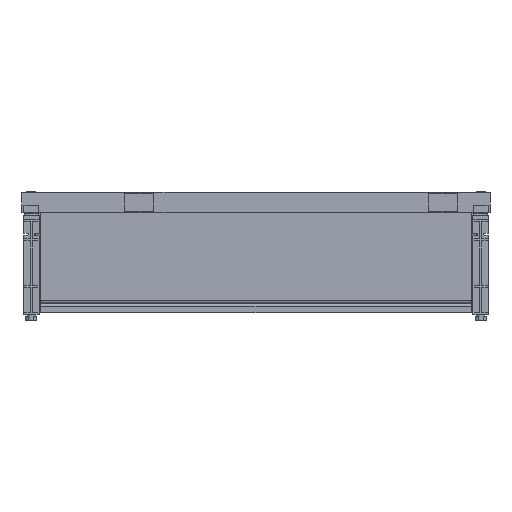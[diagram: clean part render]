
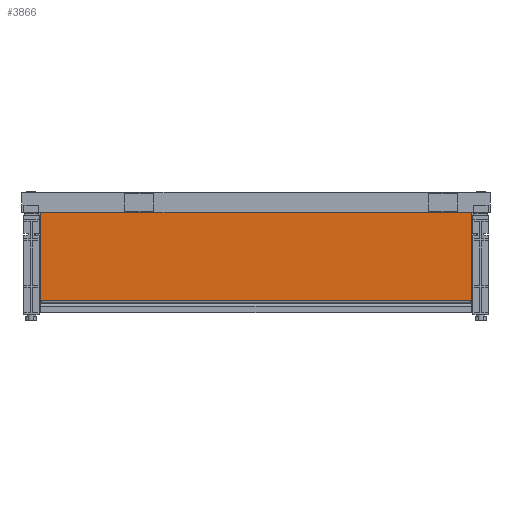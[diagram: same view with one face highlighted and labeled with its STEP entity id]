
A CAD part, front view. The second image highlights one B-rep face of the part: STEP entity #3866.
In plain terms, the highlighted planar face has unit normal (0, -1, 0).
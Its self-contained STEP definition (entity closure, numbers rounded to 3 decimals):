
#3866=ADVANCED_FACE('',(#8847),#8848,.T.);
#8847=FACE_OUTER_BOUND('',#15098,.T.);
#8848=PLANE('',#15099);
#15098=EDGE_LOOP('',(#25075,#25076,#25077,#25078,#25079,#25080,#25081,#25082,#25083,#25084,#25085,#25086));
#15099=AXIS2_PLACEMENT_3D('',#25087,#25088,#25089);
#25075=ORIENTED_EDGE('',*,*,#40314,.T.);
#25076=ORIENTED_EDGE('',*,*,#40265,.T.);
#25077=ORIENTED_EDGE('',*,*,#40321,.T.);
#25078=ORIENTED_EDGE('',*,*,#40208,.T.);
#25079=ORIENTED_EDGE('',*,*,#40320,.T.);
#25080=ORIENTED_EDGE('',*,*,#40335,.F.);
#25081=ORIENTED_EDGE('',*,*,#40286,.T.);
#25082=ORIENTED_EDGE('',*,*,#40241,.T.);
#25083=ORIENTED_EDGE('',*,*,#40294,.T.);
#25084=ORIENTED_EDGE('',*,*,#40166,.T.);
#25085=ORIENTED_EDGE('',*,*,#40293,.T.);
#25086=ORIENTED_EDGE('',*,*,#40312,.T.);
#25087=CARTESIAN_POINT('',(19.85,34.25,72.55));
#25088=DIRECTION('',(0.0,-1.0,0.0));
#25089=DIRECTION('',(0.0,0.0,-1.0));
#40166=EDGE_CURVE('',#48648,#48656,#48658,.T.);
#40208=EDGE_CURVE('',#48704,#48720,#48722,.T.);
#40241=EDGE_CURVE('',#48766,#48638,#48771,.T.);
#40265=EDGE_CURVE('',#48793,#48714,#48797,.T.);
#40286=EDGE_CURVE('',#48821,#48766,#48822,.T.);
#40293=EDGE_CURVE('',#48656,#48832,#48834,.T.);
#40294=EDGE_CURVE('',#48638,#48648,#48835,.T.);
#40312=EDGE_CURVE('',#48832,#48858,#48860,.T.);
#40314=EDGE_CURVE('',#48858,#48793,#48862,.T.);
#40320=EDGE_CURVE('',#48720,#48871,#48873,.T.);
#40321=EDGE_CURVE('',#48714,#48704,#48874,.T.);
#40335=EDGE_CURVE('',#48821,#48871,#48892,.T.);
#48638=VERTEX_POINT('',#60867);
#48648=VERTEX_POINT('',#60882);
#48656=VERTEX_POINT('',#60894);
#48658=LINE('',#60897,#60898);
#48704=VERTEX_POINT('',#60966);
#48714=VERTEX_POINT('',#60981);
#48720=VERTEX_POINT('',#60990);
#48722=LINE('',#60993,#60994);
#48766=VERTEX_POINT('',#61059);
#48771=LINE('',#61067,#61068);
#48793=VERTEX_POINT('',#61101);
#48797=LINE('',#61107,#61108);
#48821=VERTEX_POINT('',#61140);
#48822=LINE('',#61141,#61142);
#48832=VERTEX_POINT('',#61154);
#48834=LINE('',#61156,#61157);
#48835=LINE('',#61158,#61159);
#48858=VERTEX_POINT('',#61188);
#48860=LINE('',#61190,#61191);
#48862=LINE('',#61193,#61194);
#48871=VERTEX_POINT('',#61205);
#48873=LINE('',#61207,#61208);
#48874=LINE('',#61209,#61210);
#48892=LINE('',#61235,#61236);
#60867=CARTESIAN_POINT('',(19.85,34.25,119.3));
#60882=CARTESIAN_POINT('',(19.85,34.25,52.3));
#60894=CARTESIAN_POINT('',(19.85,34.25,48.3));
#60897=CARTESIAN_POINT('',(19.85,34.25,124.55));
#60898=VECTOR('',#74799,1.0);
#60966=CARTESIAN_POINT('',(480.15,34.25,119.3));
#60981=CARTESIAN_POINT('',(480.15,34.25,52.3));
#60990=CARTESIAN_POINT('',(480.15,34.25,123.3));
#60993=CARTESIAN_POINT('',(480.15,34.25,124.55));
#60994=VECTOR('',#74831,1.0);
#61059=CARTESIAN_POINT('',(19.85,34.25,123.3));
#61067=CARTESIAN_POINT('',(19.85,34.25,124.55));
#61068=VECTOR('',#74856,1.0);
#61101=CARTESIAN_POINT('',(480.15,34.25,48.3));
#61107=CARTESIAN_POINT('',(480.15,34.25,124.55));
#61108=VECTOR('',#74870,1.0);
#61140=CARTESIAN_POINT('',(19.85,34.25,124.55));
#61141=CARTESIAN_POINT('',(19.85,34.25,124.55));
#61142=VECTOR('',#74894,1.0);
#61154=CARTESIAN_POINT('',(19.85,34.25,20.55));
#61156=CARTESIAN_POINT('',(19.85,34.25,124.55));
#61157=VECTOR('',#74909,1.0);
#61158=CARTESIAN_POINT('',(19.85,34.25,124.55));
#61159=VECTOR('',#74910,1.0);
#61188=CARTESIAN_POINT('',(480.15,34.25,20.55));
#61190=CARTESIAN_POINT('',(19.85,34.25,20.55));
#61191=VECTOR('',#74941,1.0);
#61193=CARTESIAN_POINT('',(480.15,34.25,124.55));
#61194=VECTOR('',#74942,1.0);
#61205=CARTESIAN_POINT('',(480.15,34.25,124.55));
#61207=CARTESIAN_POINT('',(480.15,34.25,124.55));
#61208=VECTOR('',#74954,1.0);
#61209=CARTESIAN_POINT('',(480.15,34.25,124.55));
#61210=VECTOR('',#74955,1.0);
#61235=CARTESIAN_POINT('',(19.85,34.25,124.55));
#61236=VECTOR('',#74969,1.0);
#74799=DIRECTION('',(0.0,0.0,-1.0));
#74831=DIRECTION('',(0.0,0.0,1.0));
#74856=DIRECTION('',(0.0,0.0,-1.0));
#74870=DIRECTION('',(0.0,0.0,1.0));
#74894=DIRECTION('',(0.0,0.0,-1.0));
#74909=DIRECTION('',(0.0,0.0,-1.0));
#74910=DIRECTION('',(0.0,0.0,-1.0));
#74941=DIRECTION('',(1.0,0.0,0.0));
#74942=DIRECTION('',(0.0,0.0,1.0));
#74954=DIRECTION('',(0.0,0.0,1.0));
#74955=DIRECTION('',(0.0,0.0,1.0));
#74969=DIRECTION('',(1.0,0.0,0.0));
